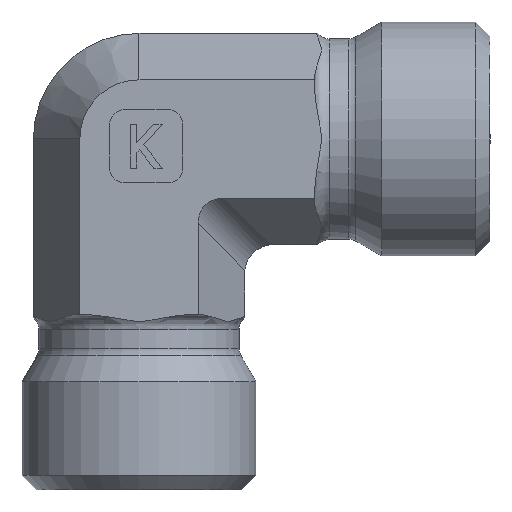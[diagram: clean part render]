
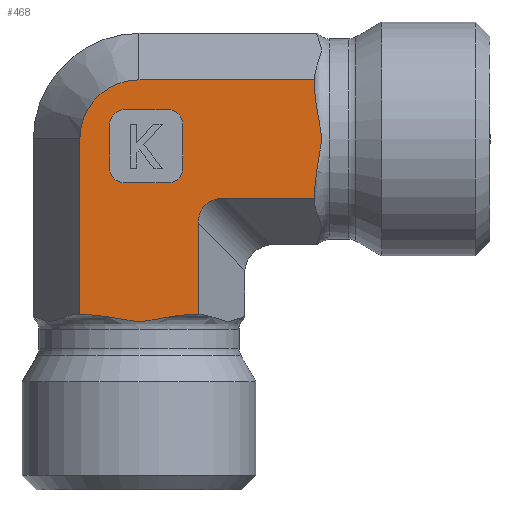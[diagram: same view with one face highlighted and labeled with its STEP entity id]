
A CAD part, left-side view. The second image highlights one B-rep face of the part: STEP entity #468.
In plain terms, the highlighted planar face has unit normal (-1, 0, 0).
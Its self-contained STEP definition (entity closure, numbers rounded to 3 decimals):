
#73=CARTESIAN_POINT('',(-26.485,13.097,2.));
#74=VERTEX_POINT('',#73);
#75=CARTESIAN_POINT('',(-26.485,5.991,2.));
#76=VERTEX_POINT('',#75);
#77=CARTESIAN_POINT('',(-26.485,13.097,2.));
#78=CARTESIAN_POINT('',(-26.485,12.698,2.));
#79=CARTESIAN_POINT('',(-26.485,12.222,1.942));
#80=CARTESIAN_POINT('',(-26.485,11.113,1.75));
#81=CARTESIAN_POINT('',(-26.485,10.27,1.527));
#82=CARTESIAN_POINT('',(-26.485,8.817,1.527));
#83=CARTESIAN_POINT('',(-26.485,7.975,1.75));
#84=CARTESIAN_POINT('',(-26.485,6.865,1.942));
#85=CARTESIAN_POINT('',(-26.485,6.39,2.));
#86=CARTESIAN_POINT('',(-26.485,5.991,2.));
#87=B_SPLINE_CURVE_WITH_KNOTS('',3,(#77,#78,#79,#80,#81,#82,#83,#84,#85,#86),.UNSPECIFIED.,.F.,.U.,(4,2,2,2,4),(0.775,0.894,1.112,1.33,1.45),.UNSPECIFIED.);
#88=EDGE_CURVE('',#74,#76,#87,.T.);
#295=CARTESIAN_POINT('',(-26.485,5.502,0.0));
#296=DIRECTION('',(-1.0,0.0,0.0));
#297=DIRECTION('',(0.0,0.0,1.0));
#298=AXIS2_PLACEMENT_3D('',#295,#296,#297);
#299=PLANE('',#298);
#300=CARTESIAN_POINT('',(-26.485,13.585,2.));
#301=VERTEX_POINT('',#300);
#302=CARTESIAN_POINT('',(-26.485,13.585,2.));
#303=DIRECTION('',(0.0,-1.0,0.0));
#304=VECTOR('',#303,0.489);
#305=LINE('',#302,#304);
#306=EDGE_CURVE('',#301,#74,#305,.T.);
#307=ORIENTED_EDGE('',*,*,#306,.T.);
#308=ORIENTED_EDGE('',*,*,#88,.T.);
#309=CARTESIAN_POINT('',(-26.485,5.502,2.));
#310=VERTEX_POINT('',#309);
#311=CARTESIAN_POINT('',(-26.485,5.991,2.));
#312=DIRECTION('',(0.0,-1.0,0.0));
#313=VECTOR('',#312,0.489);
#314=LINE('',#311,#313);
#315=EDGE_CURVE('',#76,#310,#314,.T.);
#316=ORIENTED_EDGE('',*,*,#315,.T.);
#317=CARTESIAN_POINT('',(-26.485,5.502,8.226));
#318=VERTEX_POINT('',#317);
#319=CARTESIAN_POINT('',(-26.485,5.502,2.));
#320=DIRECTION('',(0.0,0.0,1.0));
#321=VECTOR('',#320,6.226);
#322=LINE('',#319,#321);
#323=EDGE_CURVE('',#310,#318,#322,.T.);
#324=ORIENTED_EDGE('',*,*,#323,.T.);
#325=CARTESIAN_POINT('',(-26.485,3.77,9.959));
#326=VERTEX_POINT('',#325);
#327=CARTESIAN_POINT('',(-26.485,3.193,7.649));
#328=DIRECTION('',(-1.0,0.0,0.0));
#329=DIRECTION('',(0.0,0.707,0.707));
#330=AXIS2_PLACEMENT_3D('',#327,#328,#329);
#331=ELLIPSE('',#330,2.582,2.0);
#332=EDGE_CURVE('',#326,#318,#331,.T.);
#333=ORIENTED_EDGE('',*,*,#332,.F.);
#334=CARTESIAN_POINT('',(-26.485,-2.456,9.959));
#335=VERTEX_POINT('',#334);
#336=CARTESIAN_POINT('',(-26.485,3.77,9.959));
#337=DIRECTION('',(0.0,-1.0,0.0));
#338=VECTOR('',#337,6.226);
#339=LINE('',#336,#338);
#340=EDGE_CURVE('',#326,#335,#339,.T.);
#341=ORIENTED_EDGE('',*,*,#340,.T.);
#342=CARTESIAN_POINT('',(-26.485,-2.456,10.447));
#343=VERTEX_POINT('',#342);
#344=CARTESIAN_POINT('',(-26.485,-2.456,9.959));
#345=DIRECTION('',(0.0,0.0,1.0));
#346=VECTOR('',#345,0.489);
#347=LINE('',#344,#346);
#348=EDGE_CURVE('',#335,#343,#347,.T.);
#349=ORIENTED_EDGE('',*,*,#348,.T.);
#350=CARTESIAN_POINT('',(-26.485,-2.456,17.553));
#351=VERTEX_POINT('',#350);
#352=CARTESIAN_POINT('',(-26.485,-2.456,10.447));
#353=CARTESIAN_POINT('',(-26.485,-2.456,10.846));
#354=CARTESIAN_POINT('',(-26.485,-2.514,11.322));
#355=CARTESIAN_POINT('',(-26.485,-2.706,12.431));
#356=CARTESIAN_POINT('',(-26.485,-2.929,13.273));
#357=CARTESIAN_POINT('',(-26.485,-2.929,14.727));
#358=CARTESIAN_POINT('',(-26.485,-2.706,15.569));
#359=CARTESIAN_POINT('',(-26.485,-2.514,16.678));
#360=CARTESIAN_POINT('',(-26.485,-2.456,17.154));
#361=CARTESIAN_POINT('',(-26.485,-2.456,17.553));
#362=B_SPLINE_CURVE_WITH_KNOTS('',3,(#352,#353,#354,#355,#356,#357,#358,#359,#360,#361),.UNSPECIFIED.,.F.,.U.,(4,2,2,2,4),(0.777,0.897,1.115,1.333,1.452),.UNSPECIFIED.);
#363=EDGE_CURVE('',#343,#351,#362,.T.);
#364=ORIENTED_EDGE('',*,*,#363,.T.);
#365=CARTESIAN_POINT('',(-26.485,-2.456,18.041));
#366=VERTEX_POINT('',#365);
#367=CARTESIAN_POINT('',(-26.485,-2.456,17.553));
#368=DIRECTION('',(0.0,0.0,1.0));
#369=VECTOR('',#368,0.489);
#370=LINE('',#367,#369);
#371=EDGE_CURVE('',#351,#366,#370,.T.);
#372=ORIENTED_EDGE('',*,*,#371,.T.);
#373=CARTESIAN_POINT('',(-26.485,9.544,18.041));
#374=VERTEX_POINT('',#373);
#375=CARTESIAN_POINT('',(-26.485,9.544,18.041));
#376=DIRECTION('',(0.0,-1.0,0.0));
#377=VECTOR('',#376,12.);
#378=LINE('',#375,#377);
#379=EDGE_CURVE('',#374,#366,#378,.T.);
#380=ORIENTED_EDGE('',*,*,#379,.F.);
#381=CARTESIAN_POINT('',(-26.485,13.585,14.));
#382=VERTEX_POINT('',#381);
#383=CARTESIAN_POINT('',(-26.485,9.544,14.));
#384=DIRECTION('',(-1.0,0.0,0.0));
#385=DIRECTION('',(0.0,0.0,1.0));
#386=AXIS2_PLACEMENT_3D('',#383,#384,#385);
#387=CIRCLE('',#386,4.041);
#388=EDGE_CURVE('',#374,#382,#387,.T.);
#389=ORIENTED_EDGE('',*,*,#388,.T.);
#390=CARTESIAN_POINT('',(-26.485,13.585,2.));
#391=DIRECTION('',(0.0,0.0,1.0));
#392=VECTOR('',#391,12.);
#393=LINE('',#390,#392);
#394=EDGE_CURVE('',#301,#382,#393,.T.);
#395=ORIENTED_EDGE('',*,*,#394,.F.);
#396=EDGE_LOOP('',(#307,#308,#316,#324,#333,#341,#349,#364,#372,#380,#389,#395));
#397=FACE_OUTER_BOUND('',#396,.T.);
#398=CARTESIAN_POINT('',(-26.485,7.544,11.));
#399=VERTEX_POINT('',#398);
#400=CARTESIAN_POINT('',(-26.485,10.544,11.));
#401=VERTEX_POINT('',#400);
#402=CARTESIAN_POINT('',(-26.485,7.544,11.));
#403=DIRECTION('',(0.0,1.0,0.0));
#404=VECTOR('',#403,3.0);
#405=LINE('',#402,#404);
#406=EDGE_CURVE('',#399,#401,#405,.T.);
#407=ORIENTED_EDGE('',*,*,#406,.T.);
#408=CARTESIAN_POINT('',(-26.485,11.544,12.));
#409=VERTEX_POINT('',#408);
#410=CARTESIAN_POINT('',(-26.485,10.544,12.));
#411=DIRECTION('',(-1.0,0.0,0.0));
#412=DIRECTION('',(0.0,0.707,-0.707));
#413=AXIS2_PLACEMENT_3D('',#410,#411,#412);
#414=CIRCLE('',#413,1.0);
#415=EDGE_CURVE('',#409,#401,#414,.T.);
#416=ORIENTED_EDGE('',*,*,#415,.F.);
#417=CARTESIAN_POINT('',(-26.485,11.544,15.));
#418=VERTEX_POINT('',#417);
#419=CARTESIAN_POINT('',(-26.485,11.544,12.));
#420=DIRECTION('',(0.0,0.0,1.0));
#421=VECTOR('',#420,3.);
#422=LINE('',#419,#421);
#423=EDGE_CURVE('',#409,#418,#422,.T.);
#424=ORIENTED_EDGE('',*,*,#423,.T.);
#425=CARTESIAN_POINT('',(-26.485,10.544,16.));
#426=VERTEX_POINT('',#425);
#427=CARTESIAN_POINT('',(-26.485,10.544,15.));
#428=DIRECTION('',(-1.0,0.0,0.0));
#429=DIRECTION('',(0.0,0.707,0.707));
#430=AXIS2_PLACEMENT_3D('',#427,#428,#429);
#431=CIRCLE('',#430,1.0);
#432=EDGE_CURVE('',#426,#418,#431,.T.);
#433=ORIENTED_EDGE('',*,*,#432,.F.);
#434=CARTESIAN_POINT('',(-26.485,7.544,16.));
#435=VERTEX_POINT('',#434);
#436=CARTESIAN_POINT('',(-26.485,10.544,16.));
#437=DIRECTION('',(0.0,-1.0,0.0));
#438=VECTOR('',#437,3.0);
#439=LINE('',#436,#438);
#440=EDGE_CURVE('',#426,#435,#439,.T.);
#441=ORIENTED_EDGE('',*,*,#440,.T.);
#442=CARTESIAN_POINT('',(-26.485,6.544,15.));
#443=VERTEX_POINT('',#442);
#444=CARTESIAN_POINT('',(-26.485,7.544,15.));
#445=DIRECTION('',(-1.0,0.0,0.0));
#446=DIRECTION('',(0.0,-0.707,0.707));
#447=AXIS2_PLACEMENT_3D('',#444,#445,#446);
#448=CIRCLE('',#447,1.0);
#449=EDGE_CURVE('',#443,#435,#448,.T.);
#450=ORIENTED_EDGE('',*,*,#449,.F.);
#451=CARTESIAN_POINT('',(-26.485,6.544,12.));
#452=VERTEX_POINT('',#451);
#453=CARTESIAN_POINT('',(-26.485,6.544,15.));
#454=DIRECTION('',(0.0,0.0,-1.0));
#455=VECTOR('',#454,3.0);
#456=LINE('',#453,#455);
#457=EDGE_CURVE('',#443,#452,#456,.T.);
#458=ORIENTED_EDGE('',*,*,#457,.T.);
#459=CARTESIAN_POINT('',(-26.485,7.544,12.));
#460=DIRECTION('',(-1.0,0.0,0.0));
#461=DIRECTION('',(0.0,-0.707,-0.707));
#462=AXIS2_PLACEMENT_3D('',#459,#460,#461);
#463=CIRCLE('',#462,1.0);
#464=EDGE_CURVE('',#399,#452,#463,.T.);
#465=ORIENTED_EDGE('',*,*,#464,.F.);
#466=EDGE_LOOP('',(#407,#416,#424,#433,#441,#450,#458,#465));
#467=FACE_BOUND('',#466,.T.);
#468=ADVANCED_FACE('',(#397,#467),#299,.T.);
